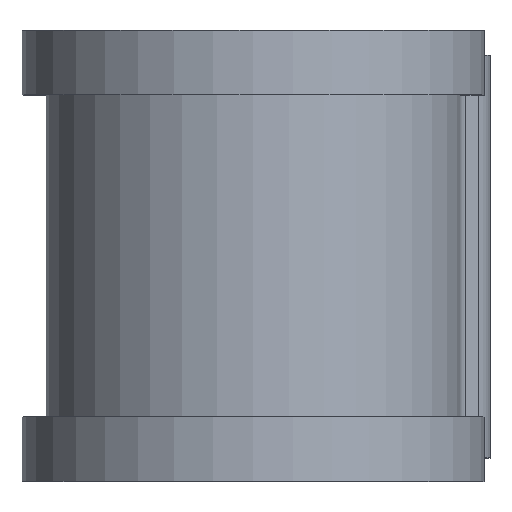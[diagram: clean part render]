
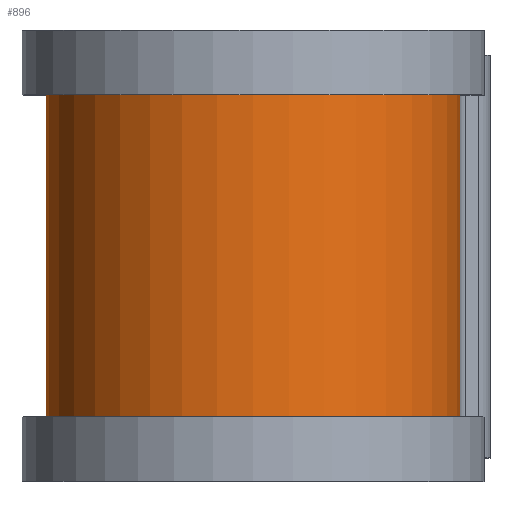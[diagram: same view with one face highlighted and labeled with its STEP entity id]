
A CAD part, top view. The second image highlights one B-rep face of the part: STEP entity #896.
In plain terms, the highlighted cylindrical face has radius 13.056 mm (diameter 26.111 mm), a partial arc.
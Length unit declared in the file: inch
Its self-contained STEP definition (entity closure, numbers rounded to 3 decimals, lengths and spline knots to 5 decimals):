
#12 = DIRECTION ( 'NONE',  ( 0., 0., -1. ) ) ;
#32 = EDGE_CURVE ( 'NONE', #172, #755, #1067, .T. ) ;
#141 = VERTEX_POINT ( 'NONE', #1000 ) ;
#142 = CARTESIAN_POINT ( 'NONE',  ( 0., 0.5, -0.514 ) ) ;
#144 = LINE ( 'NONE', #142, #1506 ) ;
#172 = VERTEX_POINT ( 'NONE', #1287 ) ;
#255 = DIRECTION ( 'NONE',  ( 0., -1., 0. ) ) ;
#360 = CARTESIAN_POINT ( 'NONE',  ( 0.514, 0.5, 0. ) ) ;
#417 = EDGE_LOOP ( 'NONE', ( #1619, #1647, #1680, #790 ) ) ;
#474 = FACE_OUTER_BOUND ( 'NONE', #417, .T. ) ;
#486 = CARTESIAN_POINT ( 'NONE',  ( 0., -0.4, -0.514 ) ) ;
#532 = DIRECTION ( 'NONE',  ( 0., 0., -1. ) ) ;
#590 = EDGE_CURVE ( 'NONE', #172, #141, #1306, .T. ) ;
#618 = DIRECTION ( 'NONE',  ( 0., -1., 0. ) ) ;
#639 = CARTESIAN_POINT ( 'NONE',  ( 0., 0.5, 0. ) ) ;
#704 = VECTOR ( 'NONE', #1443, 39.37008 ) ;
#732 = CARTESIAN_POINT ( 'NONE',  ( 0., 0.4, 0. ) ) ;
#738 = DIRECTION ( 'NONE',  ( 0., -1., 0. ) ) ;
#755 = VERTEX_POINT ( 'NONE', #774 ) ;
#774 = CARTESIAN_POINT ( 'NONE',  ( 0.514, -0.4, 0. ) ) ;
#790 = ORIENTED_EDGE ( 'NONE', *, *, #918, .F. ) ;
#798 = CIRCLE ( 'NONE', #1201, 0.514 ) ;
#832 = VERTEX_POINT ( 'NONE', #486 ) ;
#896 = ADVANCED_FACE ( 'NONE', ( #474 ), #1510, .T. ) ;
#918 = EDGE_CURVE ( 'NONE', #755, #832, #798, .T. ) ;
#1000 = CARTESIAN_POINT ( 'NONE',  ( 0., 0.4, -0.514 ) ) ;
#1015 = AXIS2_PLACEMENT_3D ( 'NONE', #639, #618, #532 ) ;
#1067 = LINE ( 'NONE', #360, #704 ) ;
#1201 = AXIS2_PLACEMENT_3D ( 'NONE', #1725, #1716, #1656 ) ;
#1206 = EDGE_CURVE ( 'NONE', #141, #832, #144, .T. ) ;
#1287 = CARTESIAN_POINT ( 'NONE',  ( 0.514, 0.4, 0. ) ) ;
#1306 = CIRCLE ( 'NONE', #1566, 0.514 ) ;
#1443 = DIRECTION ( 'NONE',  ( 0., -1., 0. ) ) ;
#1506 = VECTOR ( 'NONE', #255, 39.37008 ) ;
#1510 = CYLINDRICAL_SURFACE ( 'NONE', #1015, 0.514 ) ;
#1566 = AXIS2_PLACEMENT_3D ( 'NONE', #732, #738, #12 ) ;
#1619 = ORIENTED_EDGE ( 'NONE', *, *, #32, .F. ) ;
#1647 = ORIENTED_EDGE ( 'NONE', *, *, #590, .T. ) ;
#1656 = DIRECTION ( 'NONE',  ( 0., 0., -1. ) ) ;
#1680 = ORIENTED_EDGE ( 'NONE', *, *, #1206, .T. ) ;
#1716 = DIRECTION ( 'NONE',  ( 0., -1., 0. ) ) ;
#1725 = CARTESIAN_POINT ( 'NONE',  ( 0., -0.4, 0. ) ) ;
